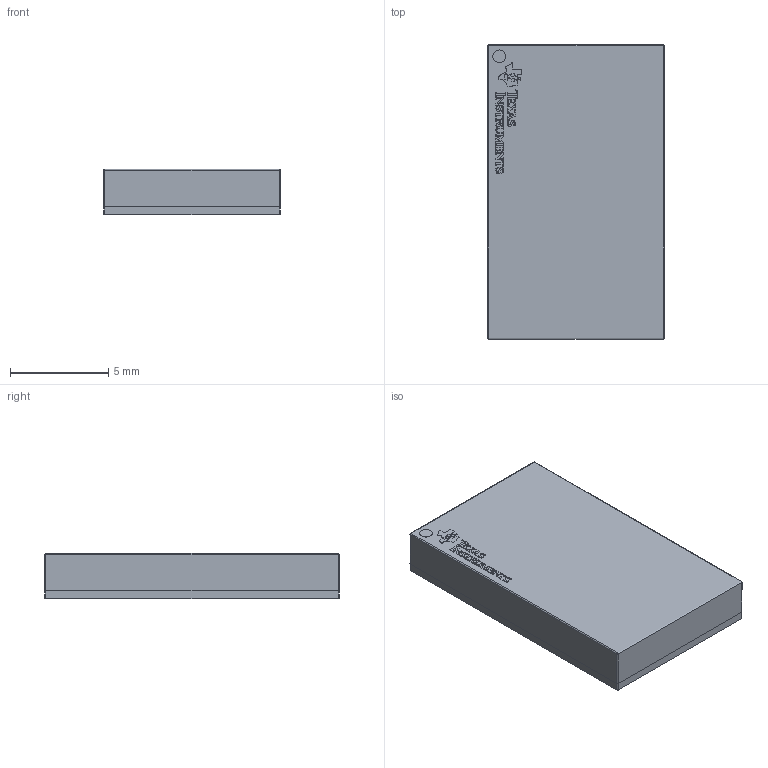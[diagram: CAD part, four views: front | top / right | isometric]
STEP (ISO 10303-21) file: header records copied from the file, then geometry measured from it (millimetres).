
FILE_DESCRIPTION(/* description */ (''),/* implementation_level */ '2;1');
FILE_NAME(/* name */ 'Texas Instruments TPSM84A21MOJR - MOJ0020A.stp',/* time_stamp */ '2021-03-23T20:35:14-04:00',/* author */ ('rabri'),/* organization */ (''),/* preprocessor_version */ 'ST-DEVELOPER v18',/* originating_system */ 'Autodesk Inventor 2020',/* authorisation */ '');
FILE_SCHEMA (('AUTOMOTIVE_DESIGN { 1 0 10303 214 3 1 1 }'));
Length unit declared in the file: millimetre
Products named in the file (5): Texas Instruments TPS82140SILT; pcb; top cap body; solder pads; logo
Assembly tree (4 placements, depth 2):
  Texas Instruments TPS82140SILT
    pcb
    top cap body
    solder pads
    logo
Bounding box: 9 x 15 x 2.3 mm (x, y, z)
Volume: 310.5 mm3; surface area: 734.5 mm2
Topology: 41 solids, 41 shells, 651 faces, 1703 edges, 1130 vertices
Faces by surface type: plane 468, bspline 166, cylinder 13, sphere 4
Full cylindrical faces by diameter (mm): 0.658 x1
Entity records: 21229 total; most frequent: CARTESIAN_POINT 6008, ORIENTED_EDGE 3398, DIRECTION 2415, EDGE_CURVE 1699, LINE 1337, VECTOR 1337, VERTEX_POINT 1130, EDGE_LOOP 695
